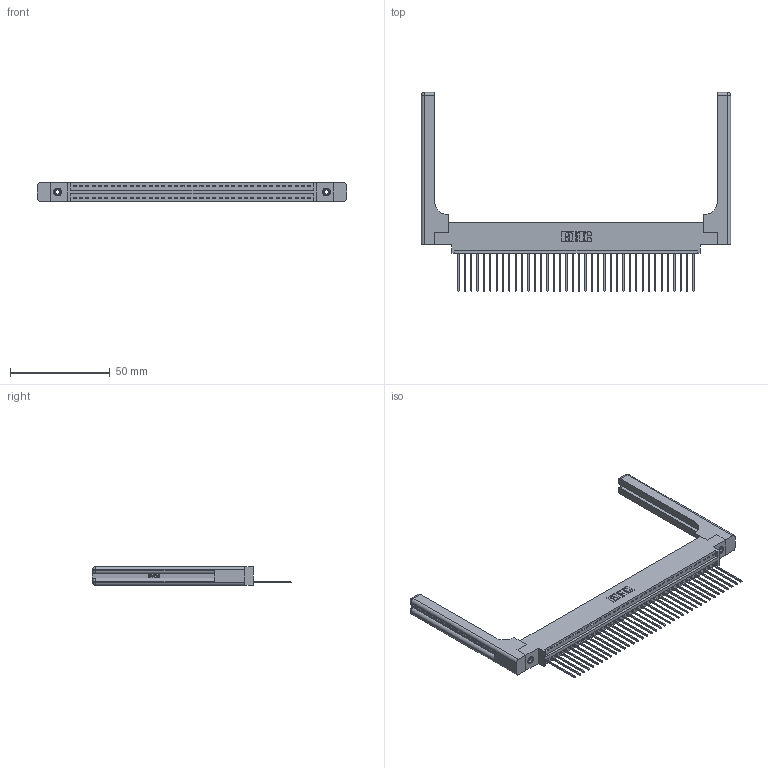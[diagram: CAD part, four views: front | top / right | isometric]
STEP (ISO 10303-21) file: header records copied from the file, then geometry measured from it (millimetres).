
FILE_DESCRIPTION (( 'STEP AP203' ), '1' );
FILE_NAME ('396-038-541-658.STEP', '2019-10-27T18:49:35', ( '' ), ( '' ), 'SwSTEP 2.0', 'SolidWorks 2016', '' );
FILE_SCHEMA (( 'CONFIG_CONTROL_DESIGN' ));
Length unit declared in the file: inch
Products named in the file (5): 345-292-001_345-293-141; 346 Part_0.170 Offset - 0.156 Dia-TH; 345-250-001_345-250-001-102; 396-038-541-658; 346-220-058_345-220-058
Assembly tree (43 placements, depth 2):
  396-038-541-658
    346 Part_0.170 Offset - 0.156 Dia-TH
    345-292-001_345-293-141  x38
    345-250-001_345-250-001-102  x2
    346-220-058_345-220-058  x2
Bounding box: 154.71 x 99.57 x 9.4 mm (x, y, z)
Volume: 22270.9 mm3; surface area: 24474.5 mm2
Topology: 43 solids, 43 shells, 2586 faces, 7695 edges, 5058 vertices
Faces by surface type: plane 1748, cylinder 778, bspline 36, cone 12, sphere 8, torus 4
Entity records: 29454 total; most frequent: CARTESIAN_POINT 6031, ORIENTED_EDGE 4800, DIRECTION 4256, EDGE_CURVE 2400, LINE 2024, VECTOR 2024, VERTEX_POINT 1590, AXIS2_PLACEMENT_3D 1116
